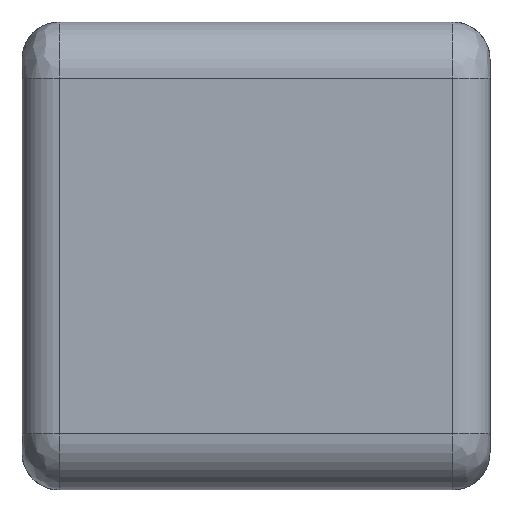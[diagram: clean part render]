
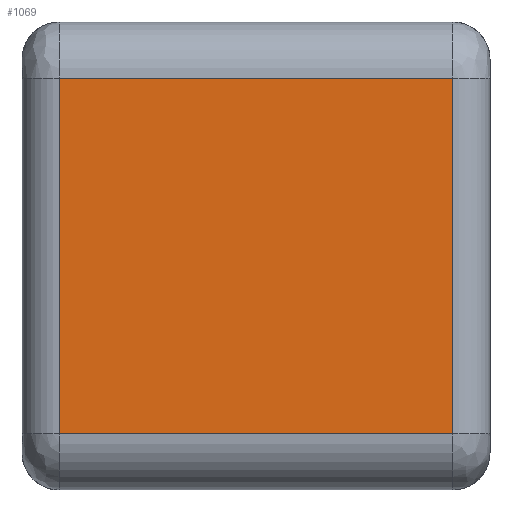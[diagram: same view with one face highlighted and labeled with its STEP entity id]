
A CAD part, left-side view. The second image highlights one B-rep face of the part: STEP entity #1069.
In plain terms, the highlighted planar face has unit normal (-1, 0, 0).
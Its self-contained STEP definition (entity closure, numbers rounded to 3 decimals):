
#44=PLANE('',#1188);
#70=LINE('',#2089,#110);
#71=LINE('',#2091,#111);
#72=LINE('',#2093,#112);
#73=LINE('',#2095,#113);
#110=VECTOR('',#1407,1000.);
#111=VECTOR('',#1410,1000.);
#112=VECTOR('',#1413,1000.);
#113=VECTOR('',#1416,1000.);
#172=FACE_OUTER_BOUND('',#238,.T.);
#238=EDGE_LOOP('',(#814,#815,#816,#817));
#425=VERTEX_POINT('',#2029);
#430=VERTEX_POINT('',#2053);
#431=VERTEX_POINT('',#2067);
#434=VERTEX_POINT('',#2085);
#562=EDGE_CURVE('',#434,#431,#70,.T.);
#563=EDGE_CURVE('',#430,#425,#71,.T.);
#564=EDGE_CURVE('',#425,#434,#72,.T.);
#565=EDGE_CURVE('',#430,#431,#73,.T.);
#814=ORIENTED_EDGE('',*,*,#564,.T.);
#815=ORIENTED_EDGE('',*,*,#562,.T.);
#816=ORIENTED_EDGE('',*,*,#565,.F.);
#817=ORIENTED_EDGE('',*,*,#563,.T.);
#1069=ADVANCED_FACE('',(#172),#44,.F.);
#1188=AXIS2_PLACEMENT_3D('',#2096,#1417,#1418);
#1407=DIRECTION('',(0.,0.,1.));
#1410=DIRECTION('',(0.,0.,-1.));
#1413=DIRECTION('',(0.,-1.,0.));
#1416=DIRECTION('',(0.,-1.,0.));
#1417=DIRECTION('center_axis',(1.,0.,0.));
#1418=DIRECTION('ref_axis',(0.,0.,-1.));
#2029=CARTESIAN_POINT('',(-1.,1.17,-0.475));
#2053=CARTESIAN_POINT('',(-1.,1.17,0.475));
#2067=CARTESIAN_POINT('',(-1.,0.12,0.475));
#2085=CARTESIAN_POINT('',(-1.,0.12,-0.475));
#2089=CARTESIAN_POINT('',(-1.,0.12,0.475));
#2091=CARTESIAN_POINT('',(-1.,1.17,-0.475));
#2093=CARTESIAN_POINT('',(-1.,1.27,-0.475));
#2095=CARTESIAN_POINT('',(-1.,1.27,0.475));
#2096=CARTESIAN_POINT('Origin',(-1.,1.27,0.475));
